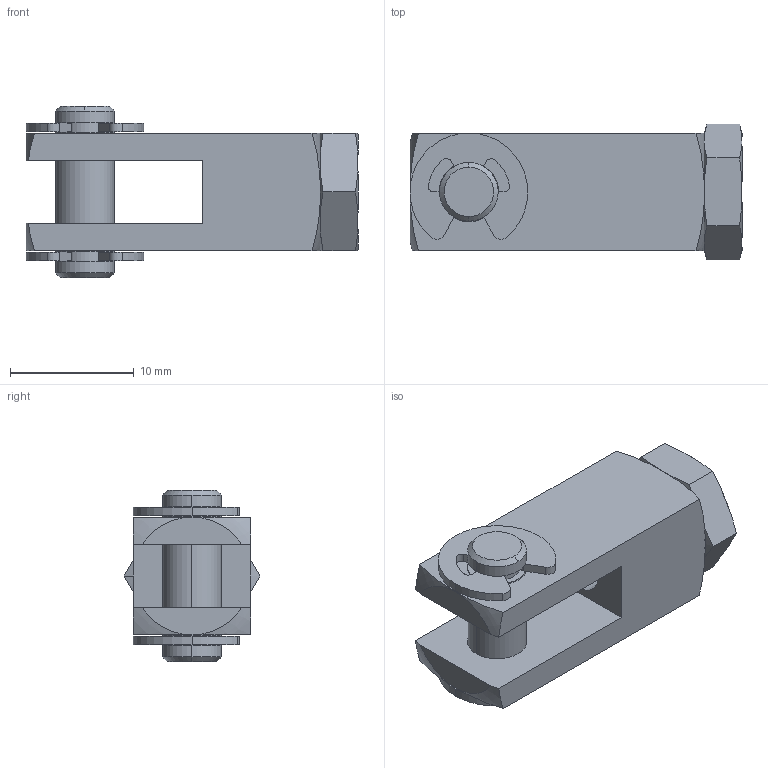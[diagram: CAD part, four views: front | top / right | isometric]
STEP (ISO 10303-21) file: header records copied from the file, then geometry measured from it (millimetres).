
FILE_DESCRIPTION (( 'STEP AP214' ), '1' );
FILE_NAME ('ARC-10-32.step', '2017-08-21T12:55:48', ( '' ), ( '' ), 'SwSTEP 2.0', 'SolidWorks 2017', '' );
FILE_SCHEMA (( 'AUTOMOTIVE_DESIGN' ));
Length unit declared in the file: inch
Products named in the file (1): ARC-10-32
Bounding box: 26.86 x 11 x 13.87 mm (x, y, z)
Volume: 1752.4 mm3; surface area: 2038.4 mm2
Topology: 5 solids, 5 shells, 133 faces, 330 edges, 211 vertices
Faces by surface type: cylinder 62, plane 40, cone 23, torus 8
Entity records: 5882 total; most frequent: CARTESIAN_POINT 831, DIRECTION 711, ORIENTED_EDGE 660, EDGE_CURVE 330, AXIS2_PLACEMENT_3D 291, VERTEX_POINT 211, CIRCLE 157, EDGE_LOOP 145
